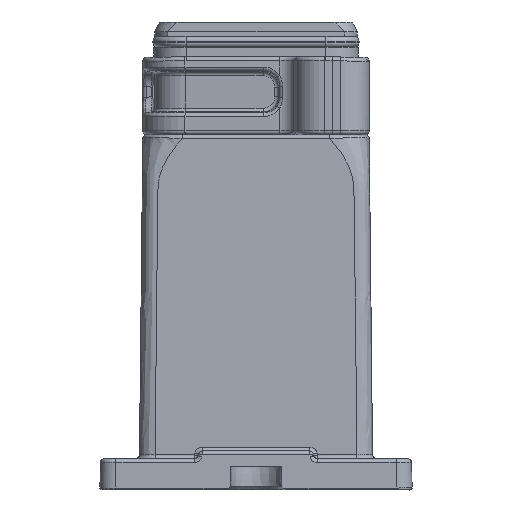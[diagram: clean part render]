
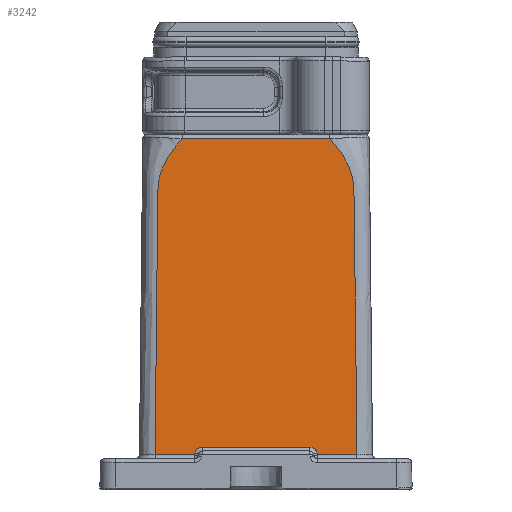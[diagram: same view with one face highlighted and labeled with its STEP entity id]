
A CAD part, left-side view. The second image highlights one B-rep face of the part: STEP entity #3242.
In plain terms, the highlighted planar face has unit normal (-1, 0, 0.011).
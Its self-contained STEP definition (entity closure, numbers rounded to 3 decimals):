
#3242=ADVANCED_FACE('',(#5100),#3782,.T.);
#3782=PLANE('',#25676);
#5100=FACE_OUTER_BOUND('',#6569,.T.);
#6569=EDGE_LOOP('',(#16586,#16587,#16588,#16589,#16590,#16591,#16592,#16593,
#16594,#16595));
#8099=LINE('',#72350,#9640);
#8100=LINE('',#72383,#9641);
#8101=LINE('',#72397,#9642);
#9640=VECTOR('',#30893,1.);
#9641=VECTOR('',#30898,1.);
#9642=VECTOR('',#30905,1.);
#16586=ORIENTED_EDGE('',*,*,#21809,.T.);
#16587=ORIENTED_EDGE('',*,*,#22404,.F.);
#16588=ORIENTED_EDGE('',*,*,#22274,.T.);
#16589=ORIENTED_EDGE('',*,*,#22271,.F.);
#16590=ORIENTED_EDGE('',*,*,#22268,.T.);
#16591=ORIENTED_EDGE('',*,*,#22267,.T.);
#16592=ORIENTED_EDGE('',*,*,#22264,.T.);
#16593=ORIENTED_EDGE('',*,*,#22262,.F.);
#16594=ORIENTED_EDGE('',*,*,#22257,.T.);
#16595=ORIENTED_EDGE('',*,*,#22403,.F.);
#18535=VERTEX_POINT('',#70273);
#18540=VERTEX_POINT('',#70374);
#18829=VERTEX_POINT('',#72309);
#18832=VERTEX_POINT('',#72335);
#18833=VERTEX_POINT('',#72351);
#18834=VERTEX_POINT('',#72368);
#18835=VERTEX_POINT('',#72382);
#18836=VERTEX_POINT('',#72389);
#18837=VERTEX_POINT('',#72396);
#18838=VERTEX_POINT('',#72405);
#21809=EDGE_CURVE('',#18540,#18535,#23453,.T.);
#22257=EDGE_CURVE('',#18832,#18829,#23646,.T.);
#22262=EDGE_CURVE('',#18832,#18833,#8099,.T.);
#22264=EDGE_CURVE('',#18834,#18833,#23648,.T.);
#22267=EDGE_CURVE('',#18835,#18834,#8100,.T.);
#22268=EDGE_CURVE('',#18836,#18835,#23651,.T.);
#22271=EDGE_CURVE('',#18836,#18837,#8101,.T.);
#22274=EDGE_CURVE('',#18838,#18837,#23654,.T.);
#22403=EDGE_CURVE('',#18540,#18829,#23744,.T.);
#22404=EDGE_CURVE('',#18838,#18535,#23745,.T.);
#23453=B_SPLINE_CURVE_WITH_KNOTS('',3,(#70504,#70505,#70506,#70507),
 .UNSPECIFIED.,.F.,.F.,(4,4),(0.,1.),.UNSPECIFIED.);
#23646=B_SPLINE_CURVE_WITH_KNOTS('',3,(#72338,#72339,#72340,#72341),
 .UNSPECIFIED.,.F.,.F.,(4,4),(0.,1.),.UNSPECIFIED.);
#23648=B_SPLINE_CURVE_WITH_KNOTS('',3,(#72357,#72358,#72359,#72360,#72361,
#72362,#72363,#72364,#72365,#72366,#72367),.UNSPECIFIED.,.F.,.F.,(4,1,1,
1,2,2,4),(0.,0.25,0.375,0.437,0.469,
0.5,1.),.UNSPECIFIED.);
#23651=B_SPLINE_CURVE_WITH_KNOTS('',3,(#72385,#72386,#72387,#72388),
 .UNSPECIFIED.,.F.,.F.,(4,4),(0.,1.),.UNSPECIFIED.);
#23654=B_SPLINE_CURVE_WITH_KNOTS('',3,(#72406,#72407,#72408,#72409),
 .UNSPECIFIED.,.F.,.F.,(4,4),(0.,1.),.UNSPECIFIED.);
#23744=B_SPLINE_CURVE_WITH_KNOTS('',3,(#73384,#73385,#73386,#73387,#73388,
#73389,#73390,#73391,#73392,#73393,#73394,#73395),.UNSPECIFIED.,.F.,.F.,
(4,2,2,2,2,4),(0.,0.125,0.188,0.25,0.5,1.),.UNSPECIFIED.);
#23745=B_SPLINE_CURVE_WITH_KNOTS('',3,(#73617,#73618,#73619,#73620,#73621,
#73622,#73623,#73624,#73625,#73626,#73627,#73628,#73629,#73630,#73631,#73632,
#73633,#73634,#73635,#73636,#73637,#73638,#73639,#73640,#73641,#73642,#73643,
#73644,#73645,#73646,#73647,#73648,#73649,#73650,#73651,#73652,#73653,#73654,
#73655,#73656,#73657,#73658,#73659),.UNSPECIFIED.,.F.,.F.,(4,2,1,2,1,1,
1,1,2,2,2,2,2,2,2,2,2,2,2,2,2,2,2,4),(0.,0.25,0.375,0.438,
0.469,0.484,0.492,0.496,
0.498,0.5,0.75,0.781,
0.797,0.805,0.812,0.844,
0.859,0.867,0.875,0.906,
0.922,0.93,0.937,1.),.UNSPECIFIED.);
#25676=AXIS2_PLACEMENT_3D('',#73660,#31085,#31086);
#30893=DIRECTION('',(0.01,0.243,0.97));
#30898=DIRECTION('',(0.,-1.,0.));
#30905=DIRECTION('',(-0.01,0.243,-0.97));
#31085=DIRECTION('',(-1.,0.,0.01));
#31086=DIRECTION('',(-0.01,0.,-1.));
#70273=CARTESIAN_POINT('',(-64.61,18.861,44.507));
#70374=CARTESIAN_POINT('',(-64.61,-18.86,44.507));
#70504=CARTESIAN_POINT('',(-64.61,-18.86,44.507));
#70505=CARTESIAN_POINT('',(-64.61,-6.286,44.507));
#70506=CARTESIAN_POINT('',(-64.61,6.288,44.507));
#70507=CARTESIAN_POINT('',(-64.61,18.861,44.507));
#72309=CARTESIAN_POINT('',(-65.459,-25.859,-36.514));
#72335=CARTESIAN_POINT('',(-65.459,-15.781,-36.514));
#72338=CARTESIAN_POINT('',(-65.459,-15.781,-36.514));
#72339=CARTESIAN_POINT('',(-65.459,-19.14,-36.514));
#72340=CARTESIAN_POINT('',(-65.459,-22.5,-36.514));
#72341=CARTESIAN_POINT('',(-65.459,-25.859,-36.514));
#72350=CARTESIAN_POINT('',(-65.459,-15.781,-36.514));
#72351=CARTESIAN_POINT('',(-65.454,-15.66,-36.029));
#72357=CARTESIAN_POINT('',(-65.438,-13.719,-34.514));
#72358=CARTESIAN_POINT('',(-65.438,-14.086,-34.521));
#72359=CARTESIAN_POINT('',(-65.439,-14.572,-34.641));
#72360=CARTESIAN_POINT('',(-65.443,-15.023,-34.971));
#72361=CARTESIAN_POINT('',(-65.445,-15.22,-35.183));
#72362=CARTESIAN_POINT('',(-65.446,-15.299,-35.285));
#72363=CARTESIAN_POINT('',(-65.447,-15.349,-35.354));
#72364=CARTESIAN_POINT('',(-65.447,-15.391,-35.416));
#72365=CARTESIAN_POINT('',(-65.449,-15.517,-35.61));
#72366=CARTESIAN_POINT('',(-65.451,-15.604,-35.811));
#72367=CARTESIAN_POINT('',(-65.454,-15.66,-36.029));
#72368=CARTESIAN_POINT('',(-65.438,-13.719,-34.514));
#72382=CARTESIAN_POINT('',(-65.438,13.719,-34.514));
#72383=CARTESIAN_POINT('',(-65.438,13.719,-34.514));
#72385=CARTESIAN_POINT('',(-65.454,15.66,-36.029));
#72386=CARTESIAN_POINT('',(-65.444,15.433,-35.138));
#72387=CARTESIAN_POINT('',(-65.438,14.646,-34.519));
#72388=CARTESIAN_POINT('',(-65.438,13.719,-34.514));
#72389=CARTESIAN_POINT('',(-65.454,15.66,-36.029));
#72396=CARTESIAN_POINT('',(-65.459,15.781,-36.514));
#72397=CARTESIAN_POINT('',(-65.454,15.66,-36.029));
#72405=CARTESIAN_POINT('',(-65.459,25.859,-36.514));
#72406=CARTESIAN_POINT('',(-65.459,25.859,-36.514));
#72407=CARTESIAN_POINT('',(-65.459,22.5,-36.514));
#72408=CARTESIAN_POINT('',(-65.459,19.14,-36.514));
#72409=CARTESIAN_POINT('',(-65.459,15.781,-36.514));
#73384=CARTESIAN_POINT('',(-64.61,-18.86,44.507));
#73385=CARTESIAN_POINT('',(-64.635,-21.085,42.164));
#73386=CARTESIAN_POINT('',(-64.663,-23.103,39.45));
#73387=CARTESIAN_POINT('',(-64.714,-24.824,34.635));
#73388=CARTESIAN_POINT('',(-64.732,-25.129,32.906));
#73389=CARTESIAN_POINT('',(-64.768,-25.175,29.435));
#73390=CARTESIAN_POINT('',(-64.786,-25.187,27.699));
#73391=CARTESIAN_POINT('',(-64.877,-25.278,19.022));
#73392=CARTESIAN_POINT('',(-64.95,-25.35,12.08));
#73393=CARTESIAN_POINT('',(-65.168,-25.569,-8.746));
#73394=CARTESIAN_POINT('',(-65.313,-25.714,-22.63));
#73395=CARTESIAN_POINT('',(-65.459,-25.859,-36.514));
#73617=CARTESIAN_POINT('',(-65.459,25.859,-36.514));
#73618=CARTESIAN_POINT('',(-65.399,25.799,-30.818));
#73619=CARTESIAN_POINT('',(-65.327,25.727,-23.912));
#73620=CARTESIAN_POINT('',(-65.199,25.6,-11.741));
#73621=CARTESIAN_POINT('',(-65.131,25.531,-5.202));
#73622=CARTESIAN_POINT('',(-65.055,25.456,2.017));
#73623=CARTESIAN_POINT('',(-65.016,25.417,5.74));
#73624=CARTESIAN_POINT('',(-64.997,25.397,7.63));
#73625=CARTESIAN_POINT('',(-64.973,25.373,9.884));
#73626=CARTESIAN_POINT('',(-64.961,25.361,11.024));
#73627=CARTESIAN_POINT('',(-64.955,25.355,11.597));
#73628=CARTESIAN_POINT('',(-64.952,25.353,11.843));
#73629=CARTESIAN_POINT('',(-64.951,25.351,12.007));
#73630=CARTESIAN_POINT('',(-64.949,25.35,12.133));
#73631=CARTESIAN_POINT('',(-64.897,25.298,17.106));
#73632=CARTESIAN_POINT('',(-64.845,25.246,22.059));
#73633=CARTESIAN_POINT('',(-64.787,25.187,27.59));
#73634=CARTESIAN_POINT('',(-64.781,25.181,28.205));
#73635=CARTESIAN_POINT('',(-64.771,25.172,29.127));
#73636=CARTESIAN_POINT('',(-64.768,25.169,29.434));
#73637=CARTESIAN_POINT('',(-64.763,25.164,29.895));
#73638=CARTESIAN_POINT('',(-64.762,25.162,30.049));
#73639=CARTESIAN_POINT('',(-64.759,25.159,30.356));
#73640=CARTESIAN_POINT('',(-64.757,25.158,30.476));
#73641=CARTESIAN_POINT('',(-64.747,25.15,31.413));
#73642=CARTESIAN_POINT('',(-64.74,25.116,32.123));
#73643=CARTESIAN_POINT('',(-64.729,25.013,33.12));
#73644=CARTESIAN_POINT('',(-64.726,24.97,33.441));
#73645=CARTESIAN_POINT('',(-64.721,24.89,33.903));
#73646=CARTESIAN_POINT('',(-64.719,24.862,34.055));
#73647=CARTESIAN_POINT('',(-64.716,24.801,34.351));
#73648=CARTESIAN_POINT('',(-64.714,24.761,34.527));
#73649=CARTESIAN_POINT('',(-64.708,24.627,35.081));
#73650=CARTESIAN_POINT('',(-64.701,24.451,35.702));
#73651=CARTESIAN_POINT('',(-64.688,24.018,36.859));
#73652=CARTESIAN_POINT('',(-64.683,23.845,37.282));
#73653=CARTESIAN_POINT('',(-64.676,23.53,37.965));
#73654=CARTESIAN_POINT('',(-64.673,23.417,38.2));
#73655=CARTESIAN_POINT('',(-64.668,23.169,38.684));
#73656=CARTESIAN_POINT('',(-64.665,23.054,38.9));
#73657=CARTESIAN_POINT('',(-64.634,21.572,41.498));
#73658=CARTESIAN_POINT('',(-64.618,20.098,43.176));
#73659=CARTESIAN_POINT('',(-64.61,18.861,44.507));
#73660=CARTESIAN_POINT('',(-64.6,32.694,45.496));
